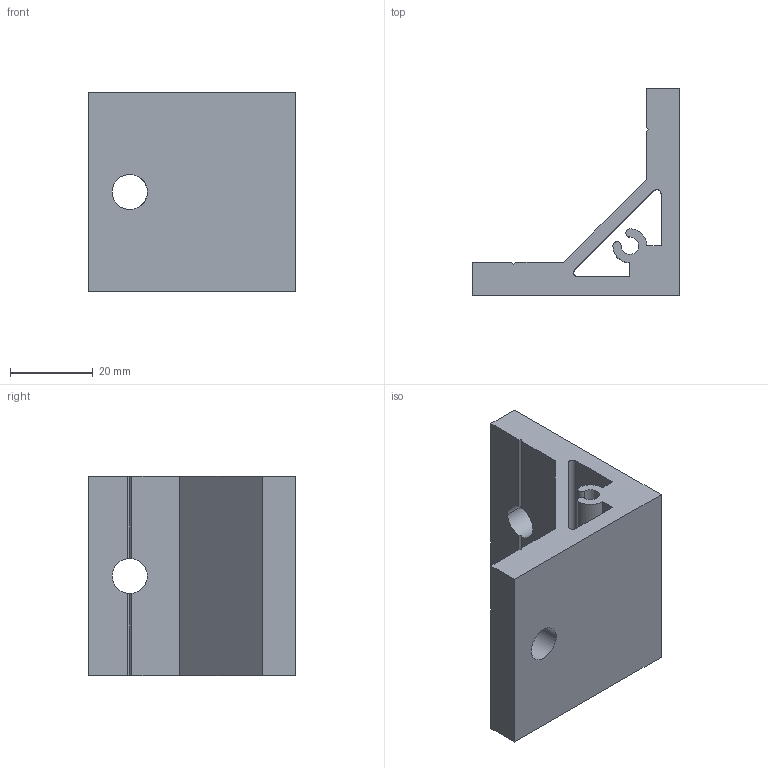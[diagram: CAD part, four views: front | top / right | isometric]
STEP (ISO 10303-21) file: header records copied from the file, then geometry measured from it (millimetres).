
FILE_DESCRIPTION (( 'STEP AP203' ), '1' );
FILE_NAME ('ALF-CC5050-48.step', '2024-08-12T14:27:57', ( '' ), ( '' ), 'SwSTEP 2.0', 'SolidWorks 2022', '' );
FILE_SCHEMA (( 'CONFIG_CONTROL_DESIGN' ));
Length unit declared in the file: millimetre
Products named in the file (1): ALF-CC5050-48
Bounding box: 50 x 50 x 48 mm (x, y, z)
Volume: 35616 mm3; surface area: 15238.4 mm2
Topology: 1 solids, 1 shells, 37 faces, 111 edges, 74 vertices
Faces by surface type: plane 24, cylinder 13
Entity records: 1344 total; most frequent: CARTESIAN_POINT 247, ORIENTED_EDGE 222, DIRECTION 209, EDGE_CURVE 111, VERTEX_POINT 74, LINE 73, VECTOR 73, AXIS2_PLACEMENT_3D 68
